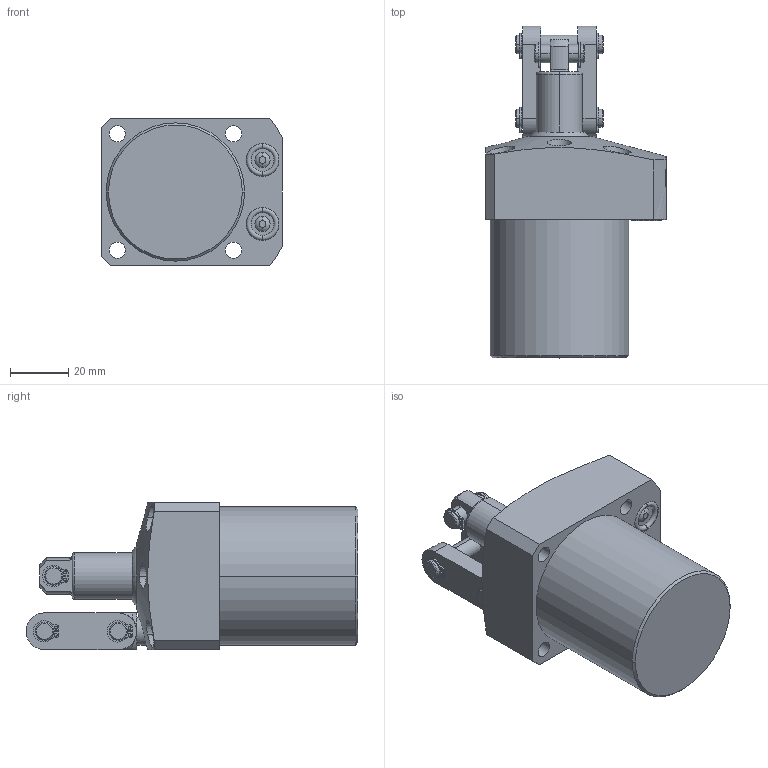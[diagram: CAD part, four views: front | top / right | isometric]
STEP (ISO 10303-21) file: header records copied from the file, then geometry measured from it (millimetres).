
FILE_DESCRIPTION((''),'2;1');
FILE_NAME('ILC16621101','2006-08-17T',('KR'),(''),'PRO/ENGINEER BY PARAMETRIC TECHNOLOGY CORPORATION, 2004290','PRO/ENGINEER BY PARAMETRIC TECHNOLOGY CORPORATION, 2004290','');
FILE_SCHEMA(('AUTOMOTIVE_DESIGN_CC2 { 1 2 10303 214 -1 1 5 2 }'));
Length unit declared in the file: inch
Products named in the file (1): ILC16621101
Bounding box: 62.23 x 114.3 x 50.8 mm (x, y, z)
Volume: 172852.9 mm3; surface area: 27491.7 mm2
Topology: 1 solids, 3 shells, 282 faces, 733 edges, 476 vertices
Faces by surface type: cylinder 128, plane 102, cone 38, torus 10, sphere 4
Entity records: 9215 total; most frequent: CARTESIAN_POINT 1908, DIRECTION 1583, ORIENTED_EDGE 1450, EDGE_CURVE 729, AXIS2_PLACEMENT_3D 629, VERTEX_POINT 476, CIRCLE 346, EDGE_LOOP 343
